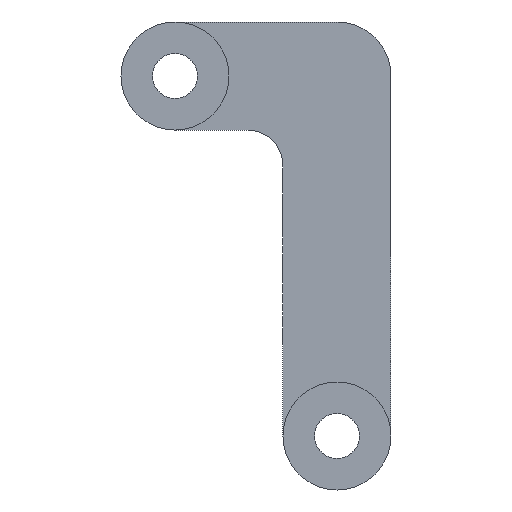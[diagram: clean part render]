
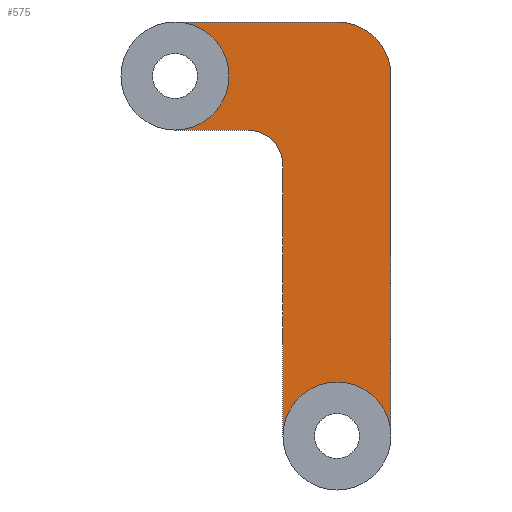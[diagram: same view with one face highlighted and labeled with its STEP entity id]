
A CAD part, front view. The second image highlights one B-rep face of the part: STEP entity #575.
In plain terms, the highlighted planar face has unit normal (0, -1, 0).
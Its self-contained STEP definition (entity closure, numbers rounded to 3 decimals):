
#260=CARTESIAN_POINT('Line Origine',(2.,2.,-3.)) ;
#264=CARTESIAN_POINT('Vertex',(4.,2.,-3.)) ;
#266=CARTESIAN_POINT('Vertex',(0.,2.,-3.)) ;
#302=CARTESIAN_POINT('Vertex',(0.,2.,3.)) ;
#324=CARTESIAN_POINT('Line Origine',(4.5,2.,3.)) ;
#328=CARTESIAN_POINT('Vertex',(9.,2.,3.)) ;
#353=CARTESIAN_POINT('Vertex',(12.,2.,0.)) ;
#356=CARTESIAN_POINT('Line Origine',(12.,2.,-10.)) ;
#360=CARTESIAN_POINT('Vertex',(12.,2.,-20.)) ;
#398=CARTESIAN_POINT('Vertex',(6.,2.,-20.)) ;
#442=CARTESIAN_POINT('Line Origine',(6.,2.,-12.5)) ;
#446=CARTESIAN_POINT('Vertex',(6.,2.,-5.)) ;
#531=CARTESIAN_POINT('Axis2P3D Location',(0.,2.,0.)) ;
#537=CARTESIAN_POINT('Axis2P3D Location',(9.,2.,-20.)) ;
#542=CARTESIAN_POINT('Axis2P3D Location',(9.,2.,0.)) ;
#547=CARTESIAN_POINT('Axis2P3D Location',(0.,2.,0.)) ;
#551=CARTESIAN_POINT('Vertex',(3.,2.,0.)) ;
#554=CARTESIAN_POINT('Axis2P3D Location',(0.,2.,0.)) ;
#559=CARTESIAN_POINT('Axis2P3D Location',(4.,2.,-5.)) ;
#262=VECTOR('Line Direction',#261,1.) ;
#326=VECTOR('Line Direction',#325,1.) ;
#358=VECTOR('Line Direction',#357,1.) ;
#444=VECTOR('Line Direction',#443,1.) ;
#261=DIRECTION('Vector Direction',(-1.,0.,0.)) ;
#325=DIRECTION('Vector Direction',(1.,0.,0.)) ;
#357=DIRECTION('Vector Direction',(0.,0.,1.)) ;
#443=DIRECTION('Vector Direction',(0.,0.,1.)) ;
#532=DIRECTION('Axis2P3D Direction',(0.,1.,-0.)) ;
#533=DIRECTION('Axis2P3D XDirection',(-1.,0.,0.)) ;
#538=DIRECTION('Axis2P3D Direction',(0.,1.,-0.)) ;
#543=DIRECTION('Axis2P3D Direction',(0.,1.,-0.)) ;
#548=DIRECTION('Axis2P3D Direction',(0.,1.,-0.)) ;
#555=DIRECTION('Axis2P3D Direction',(0.,1.,-0.)) ;
#560=DIRECTION('Axis2P3D Direction',(0.,1.,-0.)) ;
#534=AXIS2_PLACEMENT_3D('Plane Axis2P3D',#531,#532,#533) ;
#539=AXIS2_PLACEMENT_3D('Circle Axis2P3D',#537,#538,$) ;
#544=AXIS2_PLACEMENT_3D('Circle Axis2P3D',#542,#543,$) ;
#549=AXIS2_PLACEMENT_3D('Circle Axis2P3D',#547,#548,$) ;
#556=AXIS2_PLACEMENT_3D('Circle Axis2P3D',#554,#555,$) ;
#561=AXIS2_PLACEMENT_3D('Circle Axis2P3D',#559,#560,$) ;
#263=LINE('Line',#260,#262) ;
#327=LINE('Line',#324,#326) ;
#359=LINE('Line',#356,#358) ;
#445=LINE('Line',#442,#444) ;
#540=CIRCLE('generated circle',#539,3.) ;
#545=CIRCLE('generated circle',#544,3.) ;
#550=CIRCLE('generated circle',#549,3.) ;
#557=CIRCLE('generated circle',#556,3.) ;
#562=CIRCLE('generated circle',#561,2.) ;
#535=PLANE('',#534) ;
#268=EDGE_CURVE('',#265,#267,#263,.T.) ;
#330=EDGE_CURVE('',#303,#329,#327,.T.) ;
#362=EDGE_CURVE('',#354,#361,#359,.F.) ;
#448=EDGE_CURVE('',#399,#447,#445,.T.) ;
#541=EDGE_CURVE('',#399,#361,#540,.T.) ;
#546=EDGE_CURVE('',#329,#354,#545,.T.) ;
#553=EDGE_CURVE('',#303,#552,#550,.T.) ;
#558=EDGE_CURVE('',#552,#267,#557,.T.) ;
#563=EDGE_CURVE('',#265,#447,#562,.T.) ;
#564=EDGE_LOOP('',(#565,#566,#567,#568,#569,#570,#571,#572,#573)) ;
#565=ORIENTED_EDGE('',*,*,#448,.F.) ;
#566=ORIENTED_EDGE('',*,*,#541,.T.) ;
#567=ORIENTED_EDGE('',*,*,#362,.F.) ;
#568=ORIENTED_EDGE('',*,*,#546,.F.) ;
#569=ORIENTED_EDGE('',*,*,#330,.F.) ;
#570=ORIENTED_EDGE('',*,*,#553,.T.) ;
#571=ORIENTED_EDGE('',*,*,#558,.T.) ;
#572=ORIENTED_EDGE('',*,*,#268,.F.) ;
#573=ORIENTED_EDGE('',*,*,#563,.T.) ;
#265=VERTEX_POINT('',#264) ;
#267=VERTEX_POINT('',#266) ;
#303=VERTEX_POINT('',#302) ;
#329=VERTEX_POINT('',#328) ;
#354=VERTEX_POINT('',#353) ;
#361=VERTEX_POINT('',#360) ;
#399=VERTEX_POINT('',#398) ;
#447=VERTEX_POINT('',#446) ;
#552=VERTEX_POINT('',#551) ;
#575=ADVANCED_FACE('PartBody',(#574),#535,.F.) ;
#574=FACE_OUTER_BOUND('',#564,.T.) ;
